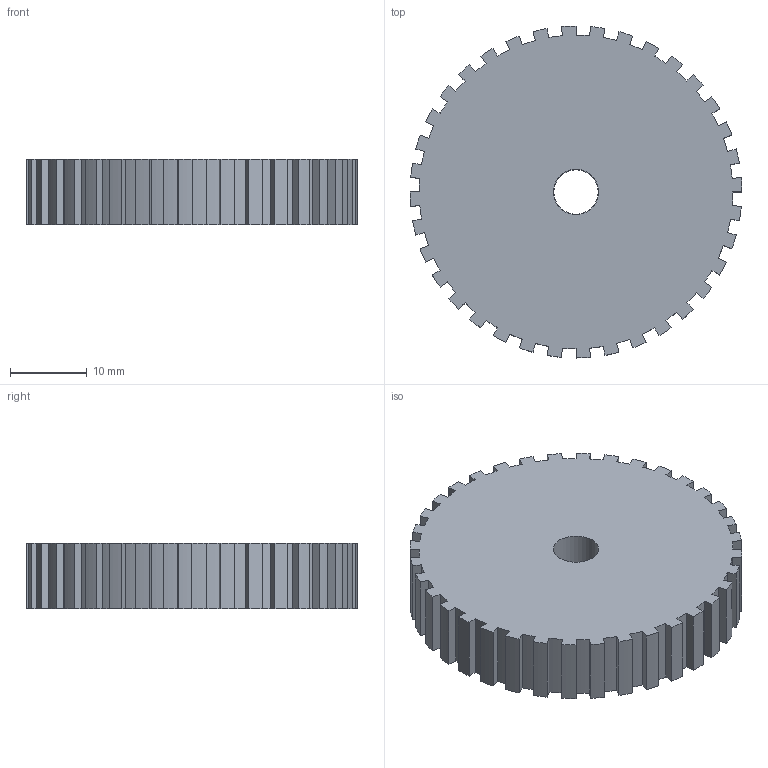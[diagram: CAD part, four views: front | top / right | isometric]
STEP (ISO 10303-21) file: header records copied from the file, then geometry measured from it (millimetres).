
FILE_DESCRIPTION(/* description */ (''),/* implementation_level */ '2;1');
FILE_NAME(/* name */ 'Inventor Designs And STL''s\IPC BRT Knob.stp',/* time_stamp */ '2022-01-09T00:53:03-05:00',/* author */ ('solor'),/* organization */ (''),/* preprocessor_version */ 'ST-DEVELOPER v18.1',/* originating_system */ 'Autodesk Inventor 2022',/* authorisation */ '');
FILE_SCHEMA (('AUTOMOTIVE_DESIGN { 1 0 10303 214 3 1 1 }'));
Length unit declared in the file: millimetre
Products named in the file (1): IPC BRT Knob
Bounding box: 43.39 x 43.39 x 8.6 mm (x, y, z)
Volume: 11798.1 mm3; surface area: 4784.7 mm2
Topology: 1 solids, 1 shells, 149 faces, 438 edges, 292 vertices
Faces by surface type: plane 75, cylinder 74
Full cylindrical faces by diameter (mm): 5.8 x1, 5.92 x1
Entity records: 5045 total; most frequent: DIRECTION 886, CARTESIAN_POINT 880, ORIENTED_EDGE 876, EDGE_CURVE 438, AXIS2_PLACEMENT_3D 298, VERTEX_POINT 292, LINE 290, VECTOR 290
